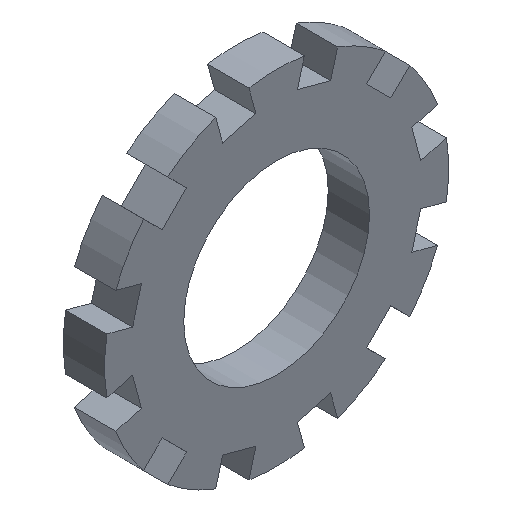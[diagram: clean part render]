
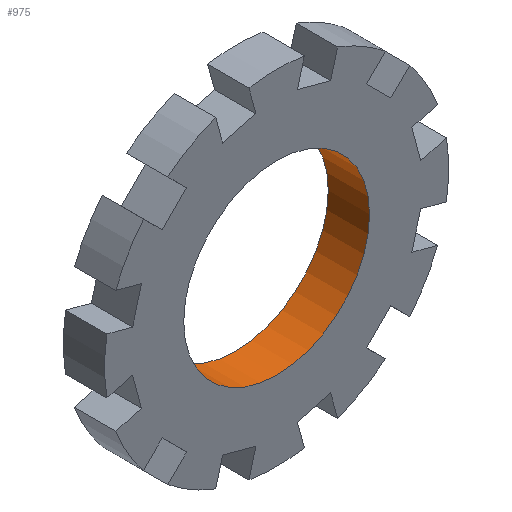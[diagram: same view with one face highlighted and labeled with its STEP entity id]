
A CAD part, isometric view. The second image highlights one B-rep face of the part: STEP entity #975.
In plain terms, the highlighted cylindrical face has radius 1.714 mm (diameter 3.429 mm), a full revolution.
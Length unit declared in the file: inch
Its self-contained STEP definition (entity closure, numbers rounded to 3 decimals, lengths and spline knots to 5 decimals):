
#13=CYLINDRICAL_SURFACE($,#1042,0.0675);
#27=FACE_BOUND($,#83,.T.);
#30=FACE_OUTER_BOUND($,#82,.T.);
#82=EDGE_LOOP($,(#693));
#83=EDGE_LOOP($,(#694));
#146=CIRCLE($,#1041,0.0675);
#147=CIRCLE($,#1043,0.0675);
#448=VERTEX_POINT($,#1479);
#449=VERTEX_POINT($,#1482);
#546=EDGE_CURVE($,#448,#448,#146,.T.);
#547=EDGE_CURVE($,#449,#449,#147,.T.);
#693=ORIENTED_EDGE($,*,*,#546,.T.);
#694=ORIENTED_EDGE($,*,*,#547,.F.);
#975=ADVANCED_FACE($,(#30,#27),#13,.F.);
#1041=AXIS2_PLACEMENT_3D($,#1480,#1169,#1170);
#1042=AXIS2_PLACEMENT_3D($,#1481,#1171,#1172);
#1043=AXIS2_PLACEMENT_3D($,#1483,#1173,#1174);
#1169=DIRECTION('center_axis',(0.,-1.,0.));
#1170=DIRECTION('ref_axis',(1.,0.,0.));
#1171=DIRECTION('center_axis',(0.,1.,0.));
#1172=DIRECTION('ref_axis',(1.,0.,0.));
#1173=DIRECTION('center_axis',(0.,-1.,0.));
#1174=DIRECTION('ref_axis',(1.,0.,0.));
#1479=CARTESIAN_POINT('',(0.0675,0.,0.));
#1480=CARTESIAN_POINT('Origin',(0.,0.,0.));
#1481=CARTESIAN_POINT('Origin',(0.,0.,0.));
#1482=CARTESIAN_POINT('',(0.0675,0.03,0.));
#1483=CARTESIAN_POINT('Origin',(0.,0.03,0.));
